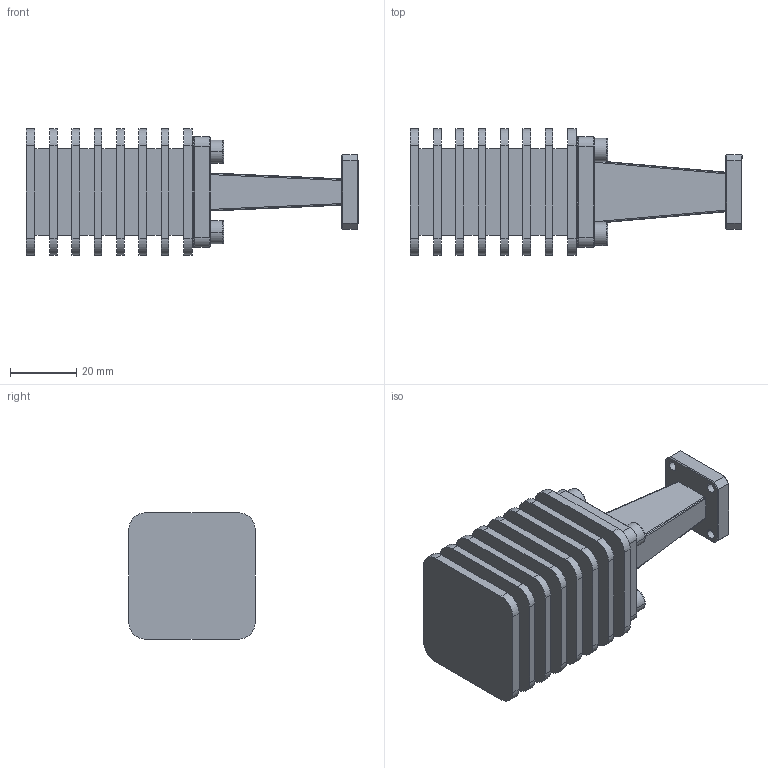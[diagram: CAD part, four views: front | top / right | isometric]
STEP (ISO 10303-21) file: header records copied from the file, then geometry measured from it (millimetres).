
FILE_DESCRIPTION (( 'STEP AP203' ), '1' );
FILE_NAME ('SWL-3447-S8.STEP', '2021-04-28T20:32:31', ( '' ), ( '' ), 'SwSTEP 2.0', 'SolidWorks 2021', '' );
FILE_SCHEMA (( 'CONFIG_CONTROL_DESIGN' ));
Length unit declared in the file: inch
Products named in the file (1): SWL-3447-S8
Bounding box: 100.04 x 38.1 x 38.1 mm (x, y, z)
Volume: 59530.1 mm3; surface area: 28466.4 mm2
Topology: 6 solids, 6 shells, 298 faces, 744 edges, 480 vertices
Faces by surface type: plane 174, cylinder 92, torus 16, cone 16
Entity records: 8877 total; most frequent: CARTESIAN_POINT 1627, DIRECTION 1510, ORIENTED_EDGE 1472, EDGE_CURVE 736, AXIS2_PLACEMENT_3D 523, VERTEX_POINT 480, VECTOR 464, LINE 464
